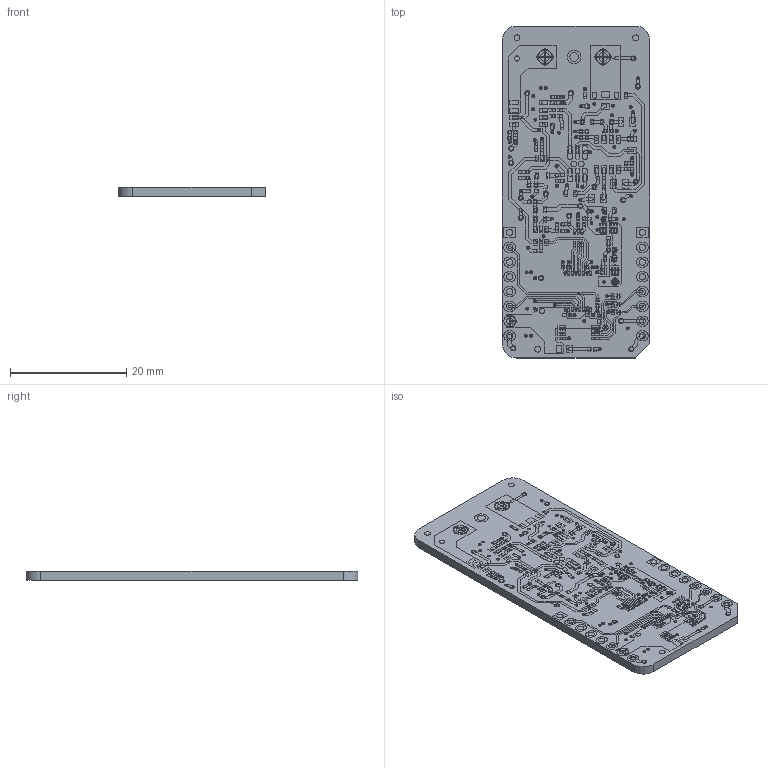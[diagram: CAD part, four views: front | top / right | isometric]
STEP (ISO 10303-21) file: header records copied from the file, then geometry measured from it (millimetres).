
FILE_DESCRIPTION(/* description */ ('PCB Design'),/* implementation_level */ '2;1');
FILE_NAME(/* name */ 'Isolated_V-I_DAC-v1_00-0b-BareBoard-STEP',/* time_stamp */ '2021-10-23T12:14:01-04:00',/* author */ ('jeanf'),/* organization */ (''),/* preprocessor_version */ 'ST-DEVELOPER v16',/* originating_system */ 'allegro_17.4S021',/* authorisation */ '');
FILE_SCHEMA (('AUTOMOTIVE_DESIGN { 1 0 10303 214 3 1 1 }'));
Length unit declared in the file: millimetre
Products named in the file (59): ISOLATED_V-I_DAC; BOARD_OUTLINE; EXTERNAL COPPER; TOP; PADS_TOP; CIRCLE_20001; RECTROUND_2362.000000_2362.000000_472.000000_11111; RECTROUND_5709.000000_1772.000000_591.000000_11111; RECTROUND_2992.000000_9449.000000_997.000000_11111; CIRCLE_39371; CIRCLE_40001; CIRCLE_35001; RECTROUND_1575.000000_3543.000000_656.000000_11111; RECTROUND_2362.000000_4331.000000_394.000000_11111; RECTROUND_2362.000000_3740.000000_394.000000_11111; RECT_3937X57091; RECTROUND_2362.000000_2756.000000_591.000000_11111; RECT_3740X51181; CIRCLE_93001; RECT_5906X31501; RECT_5500X28001; RECT_6800X80001; OBLONG_6800X80001; RECTROUND_1181.000000_2953.000000_367.000000_11111; TRACES_TOP; SHAPES_TOP; SHAPE_1_IOUT; SHAPE_2_VOUT; SHAPE_3_4V096ISO; SHAPE_4_3V3; SHAPE_5_5VISO; BOTTOM; PADS_BOTTOM; CIRCLE_20004; RECTROUND_2362.000000_2362.000000_472.000000_11114; RECT_3543X66934; CIRCLE_39374; CIRCLE_40004; RECTROUND_3346.000000_10630.000000_1115.000000_11114; RECTROUND_5906.000000_4724.000000_1299.000000_11114 ...
Assembly tree (507 placements, depth 5):
  ISOLATED_V-I_DAC
    BOARD_OUTLINE
    EXTERNAL COPPER
      TOP
        PADS_TOP
          CIRCLE_20001  x76
          RECTROUND_2362.000000_2362.000000_472.000000_11111  x56
          RECTROUND_5709.000000_1772.000000_591.000000_11111  x8
          RECTROUND_2992.000000_9449.000000_997.000000_11111  x6
          CIRCLE_39371  x2
          CIRCLE_40001  x3
          CIRCLE_35001  x22
          RECTROUND_1575.000000_3543.000000_656.000000_11111  x6
          RECTROUND_2362.000000_4331.000000_394.000000_11111  x11
          RECTROUND_2362.000000_3740.000000_394.000000_11111  x22
          RECT_3937X57091  x12
          RECTROUND_2362.000000_2756.000000_591.000000_11111  x20
          RECT_3740X51181  x2
          CIRCLE_93001  x3
          RECT_5906X31501  x3
          RECT_5500X28001  x16
          RECT_6800X80001  x2
          OBLONG_6800X80001  x14
          RECTROUND_1181.000000_2953.000000_367.000000_11111  x16
        TRACES_TOP
        SHAPES_TOP
          SHAPE_1_IOUT
          SHAPE_2_VOUT
          SHAPE_3_4V096ISO
          SHAPE_4_3V3
          SHAPE_5_5VISO
      BOTTOM
        PADS_BOTTOM
          CIRCLE_20004  x76
          RECTROUND_2362.000000_2362.000000_472.000000_11114  x20
          RECT_3543X66934  x12
          CIRCLE_39374  x2
          CIRCLE_40004  x3
          RECTROUND_3346.000000_10630.000000_1115.000000_11114  x6
          RECTROUND_5906.000000_4724.000000_1299.000000_11114  x4
          RECTROUND_2362.000000_2756.000000_591.000000_11114  x8
          RECT_3937X57094  x14
          RECTROUND_2362.000000_3740.000000_394.000000_11114  x2
          CIRCLE_93004  x3
          RECTROUND_2362.000000_4331.000000_394.000000_11114  x10
          RECTROUND_3800.000000_7700.000000_1270.000000_11114  x7
          RECT_6800X80004  x2
          OBLONG_6800X80004  x14
        TRACES_BOTTOM
        SHAPES_BOTTOM
          SHAPE_1_5V0
          SHAPE_2_GND_ISO
          SHAPE_3_GND_ISO
          SHAPE_4_GND_ISO
          SHAPE_5_N40846
          SHAPE_6_N36135
          SHAPE_7_N36112
          SHAPE_8_GND
          SHAPE_9_5VISO
Bounding box: 25.4 x 57.15 x 1.62 mm (x, y, z)
Surface area: 4472.4 mm2 (no closed solid volume)
Topology: 0 solids, 885 shells, 1088 faces, 5766 edges, 5466 vertices
Faces by surface type: plane 891, cylinder 197
Entity records: 39834 total; most frequent: CARTESIAN_POINT 6533, ORIENTED_EDGE 4273, VERTEX_POINT 4140, EDGE_CURVE 3765, AXIS2_PLACEMENT_3D 3365, DIRECTION 3027, VECTOR 2053, LINE 2053
